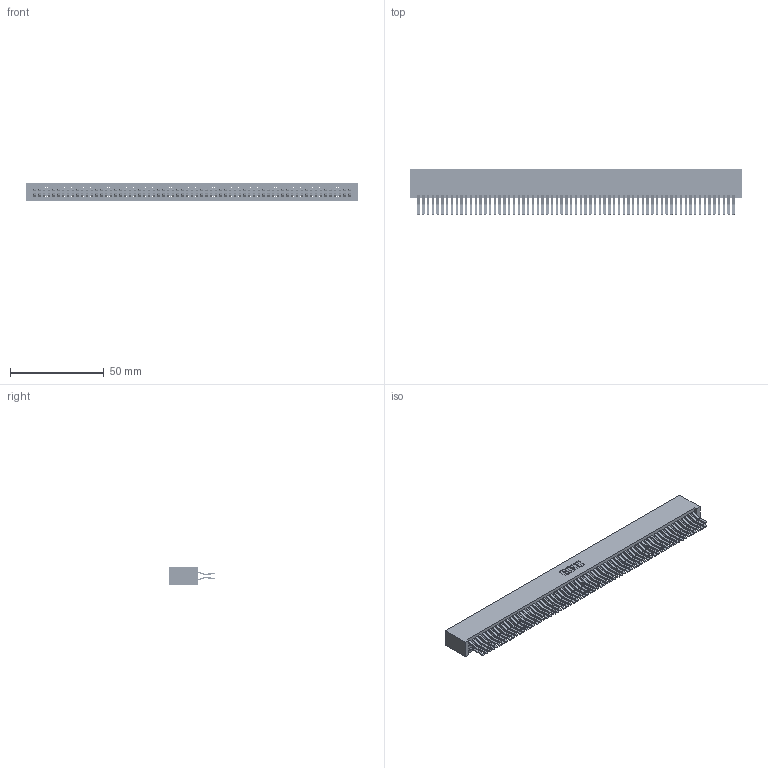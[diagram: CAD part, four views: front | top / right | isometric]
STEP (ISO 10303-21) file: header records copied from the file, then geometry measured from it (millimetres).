
FILE_DESCRIPTION (( 'STEP AP203' ), '1' );
FILE_NAME ('395-134-560-201.STEP', '2018-12-05T05:58:18', ( '' ), ( '' ), 'SwSTEP 2.0', 'SolidWorks 2016', '' );
FILE_SCHEMA (( 'CONFIG_CONTROL_DESIGN' ));
Length unit declared in the file: inch
Products named in the file (3): 395-134-560-201; 345-292-001_560 Tail; 345 Part_No Mounting Lugs
Assembly tree (135 placements, depth 2):
  395-134-560-201
    345 Part_No Mounting Lugs
    345-292-001_560 Tail  x134
Bounding box: 176.78 x 24.45 x 9.4 mm (x, y, z)
Volume: 18899.3 mm3; surface area: 30982.7 mm2
Topology: 135 solids, 135 shells, 7086 faces, 21087 edges, 13878 vertices
Faces by surface type: plane 4498, cylinder 2588
Entity records: 49015 total; most frequent: CARTESIAN_POINT 8192, ORIENTED_EDGE 8126, DIRECTION 7191, EDGE_CURVE 4063, VECTOR 3667, LINE 3667, VERTEX_POINT 2706, AXIS2_PLACEMENT_3D 1762
